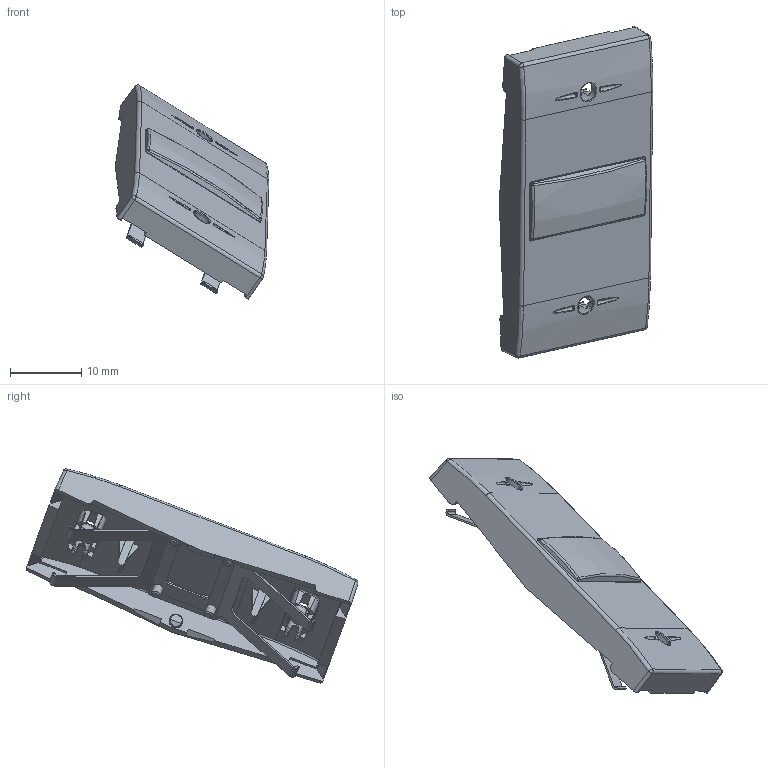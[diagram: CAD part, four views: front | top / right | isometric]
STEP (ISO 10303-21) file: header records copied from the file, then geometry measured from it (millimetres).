
FILE_DESCRIPTION(('CATIA V5 STEP Exchange'),'2;1');
FILE_NAME('441ELA02.stp','2024-03-08T10:21:30+00:00',('none'),('none'),'CATIA Version 5-6 Release 2016 SP6','CATIA V5 STEP AP203','none');
FILE_SCHEMA(('CONFIG_CONTROL_DESIGN'));
Length unit declared in the file: millimetre
Products named in the file (1): 441ELA02
Assembly tree (4 placements, depth 2):
  441ELA02
    #57
    #20553
    #22626
    #26358
Bounding box: 21.55 x 46.59 x 30.05 mm (x, y, z)
Volume: 2281.1 mm3; surface area: 4118.1 mm2
Topology: 3 solids, 3 shells, 646 faces, 1820 edges, 1180 vertices
Faces by surface type: plane 324, cylinder 139, bspline 62, cone 60, torus 46, sphere 14, revolution 1
Entity records: 26383 total; most frequent: CARTESIAN_POINT 11814, ORIENTED_EDGE 3608, DIRECTION 2003, EDGE_CURVE 1804, VERTEX_POINT 1176, VECTOR 853, LINE 853, AXIS2_PLACEMENT_3D 713
